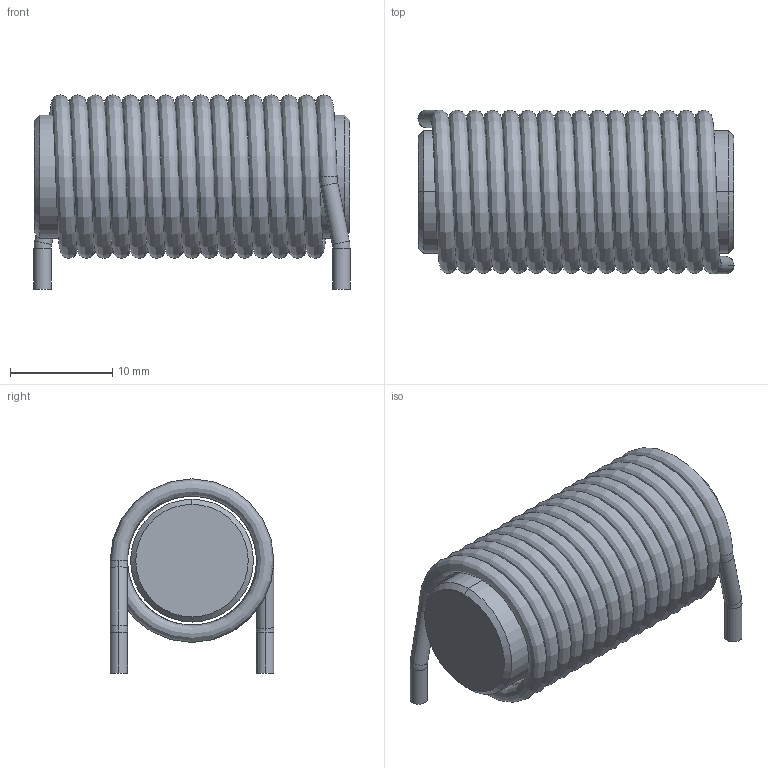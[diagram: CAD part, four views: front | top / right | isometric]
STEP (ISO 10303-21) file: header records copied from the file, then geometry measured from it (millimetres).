
FILE_DESCRIPTION((''),'2;1');
FILE_NAME('IND_WURTH_WE-SD_744711015.stp','2013-10-23T13:09:32',(''),(''),'Mechanical Desktop 2011','Mechanical Desktop 2011',', , ');
FILE_SCHEMA(('AUTOMOTIVE_DESIGN { 1 2 10303 214 1 1 1 1 }'));
Length unit declared in the file: millimetre
Products named in the file (1): Product
Bounding box: 30.9 x 16 x 19 mm (x, y, z)
Volume: 5098.6 mm3; surface area: 5207.8 mm2
Topology: 4 solids, 4 shells, 31 faces, 63 edges, 40 vertices
Faces by surface type: cylinder 10, plane 8, torus 8, cone 4, bspline 1
Entity records: 2419 total; most frequent: CARTESIAN_POINT 1687, DIRECTION 164, ORIENTED_EDGE 126, AXIS2_PLACEMENT_3D 75, EDGE_CURVE 63, CIRCLE 44, VERTEX_POINT 40, EDGE_LOOP 31
